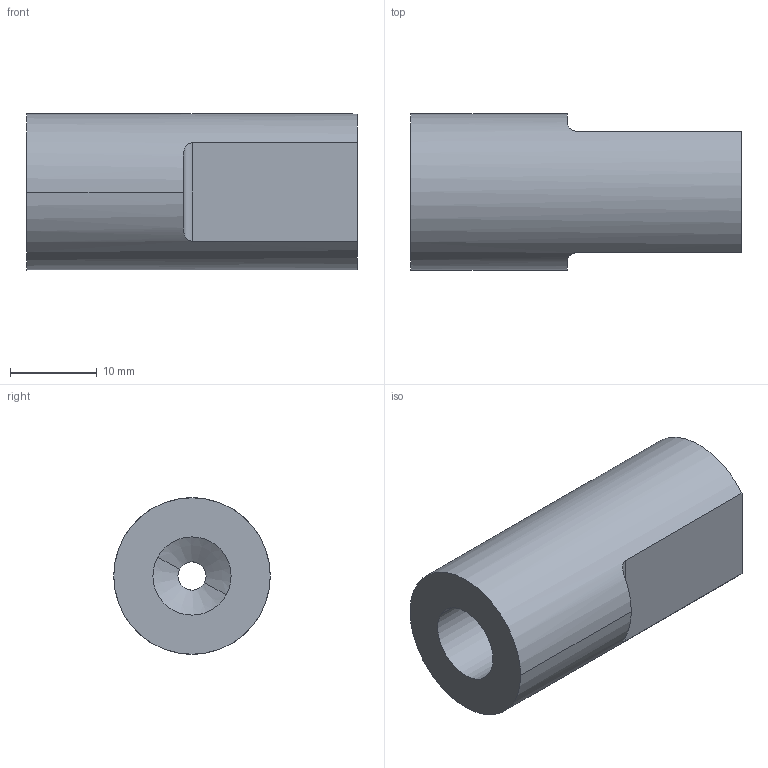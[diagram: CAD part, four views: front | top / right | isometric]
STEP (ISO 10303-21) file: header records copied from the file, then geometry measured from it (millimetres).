
FILE_DESCRIPTION(('CATIA V5 STEP Exchange'),'2;1');
FILE_NAME('LP11_0528A.stp','2023-05-25T11:10:52+00:00',('none'),('none'),'CATIA Version 5 Release 20 GA (IN-10)','CATIA V5 STEP AP203','none');
FILE_SCHEMA(('CONFIG_CONTROL_DESIGN'));
Length unit declared in the file: millimetre
Products named in the file (1): BUTEE_MECA_Di4_001
Bounding box: 38 x 18 x 18 mm (x, y, z)
Volume: 7318.3 mm3; surface area: 3424.1 mm2
Topology: 1 solids, 1 shells, 18 faces, 44 edges, 28 vertices
Faces by surface type: cylinder 8, plane 6, cone 4
Entity records: 573 total; most frequent: CARTESIAN_POINT 130, ORIENTED_EDGE 88, DIRECTION 66, EDGE_CURVE 44, AXIS2_PLACEMENT_3D 34, VERTEX_POINT 28, VECTOR 20, CIRCLE 20
